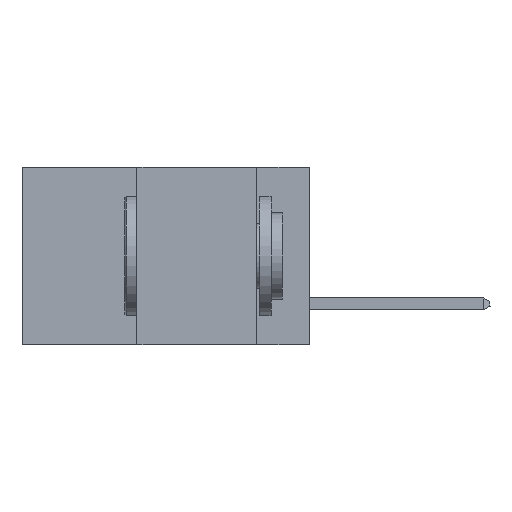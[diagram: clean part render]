
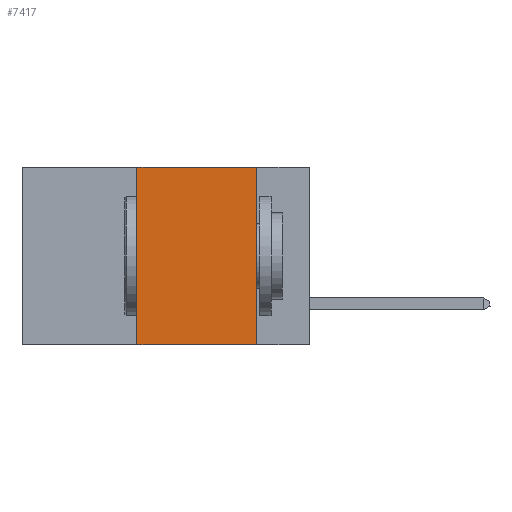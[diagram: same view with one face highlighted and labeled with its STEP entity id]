
A CAD part, left-side view. The second image highlights one B-rep face of the part: STEP entity #7417.
In plain terms, the highlighted planar face has unit normal (-1, 0, 0).
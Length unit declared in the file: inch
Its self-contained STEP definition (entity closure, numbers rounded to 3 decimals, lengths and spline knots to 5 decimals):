
#746 = ORIENTED_EDGE ( 'NONE', *, *, #10836, .F. ) ;
#953 = DIRECTION ( 'NONE',  ( 0., -1., 0. ) ) ;
#1340 = LINE ( 'NONE', #18385, #17732 ) ;
#4363 = DIRECTION ( 'NONE',  ( 1., 0., 0. ) ) ;
#7417 = ADVANCED_FACE ( 'NONE', ( #10696 ), #21736, .F. ) ;
#9560 = ORIENTED_EDGE ( 'NONE', *, *, #23774, .F. ) ;
#10107 = CARTESIAN_POINT ( 'NONE',  ( 0., 0.6, 0. ) ) ;
#10232 = EDGE_CURVE ( 'NONE', #17443, #14171, #30821, .T. ) ;
#10696 = FACE_OUTER_BOUND ( 'NONE', #25742, .T. ) ;
#10836 = EDGE_CURVE ( 'NONE', #14171, #30375, #1340, .T. ) ;
#12298 = VECTOR ( 'NONE', #17102, 39.37008 ) ;
#13195 = LINE ( 'NONE', #14173, #12298 ) ;
#14171 = VERTEX_POINT ( 'NONE', #24775 ) ;
#14173 = CARTESIAN_POINT ( 'NONE',  ( 0., 0.6, -0.37 ) ) ;
#15616 = CARTESIAN_POINT ( 'NONE',  ( 0., 0.11, 0. ) ) ;
#17102 = DIRECTION ( 'NONE',  ( 0., -1., 0. ) ) ;
#17443 = VERTEX_POINT ( 'NONE', #23072 ) ;
#17732 = VECTOR ( 'NONE', #953, 39.37008 ) ;
#17964 = ORIENTED_EDGE ( 'NONE', *, *, #10232, .F. ) ;
#18385 = CARTESIAN_POINT ( 'NONE',  ( 0., 0.6, 0. ) ) ;
#19053 = VERTEX_POINT ( 'NONE', #23720 ) ;
#20150 = ORIENTED_EDGE ( 'NONE', *, *, #25710, .T. ) ;
#21736 = PLANE ( 'NONE',  #27630 ) ;
#22249 = VECTOR ( 'NONE', #30107, 39.37008 ) ;
#23072 = CARTESIAN_POINT ( 'NONE',  ( 0., 0.36, -0.37 ) ) ;
#23720 = CARTESIAN_POINT ( 'NONE',  ( 0., 0.11, -0.37 ) ) ;
#23774 = EDGE_CURVE ( 'NONE', #30375, #19053, #35714, .T. ) ;
#24633 = DIRECTION ( 'NONE',  ( 0., 0., -1. ) ) ;
#24775 = CARTESIAN_POINT ( 'NONE',  ( 0., 0.36, 0. ) ) ;
#25710 = EDGE_CURVE ( 'NONE', #17443, #19053, #13195, .T. ) ;
#25742 = EDGE_LOOP ( 'NONE', ( #9560, #746, #17964, #20150 ) ) ;
#27199 = CARTESIAN_POINT ( 'NONE',  ( 0., 0.36, 0. ) ) ;
#27630 = AXIS2_PLACEMENT_3D ( 'NONE', #10107, #4363, #24633 ) ;
#28149 = VECTOR ( 'NONE', #33789, 39.37008 ) ;
#30107 = DIRECTION ( 'NONE',  ( 0., 0., 1. ) ) ;
#30375 = VERTEX_POINT ( 'NONE', #15616 ) ;
#30821 = LINE ( 'NONE', #27199, #22249 ) ;
#30938 = CARTESIAN_POINT ( 'NONE',  ( 0., 0.11, 0. ) ) ;
#33789 = DIRECTION ( 'NONE',  ( 0., 0., -1. ) ) ;
#35714 = LINE ( 'NONE', #30938, #28149 ) ;
